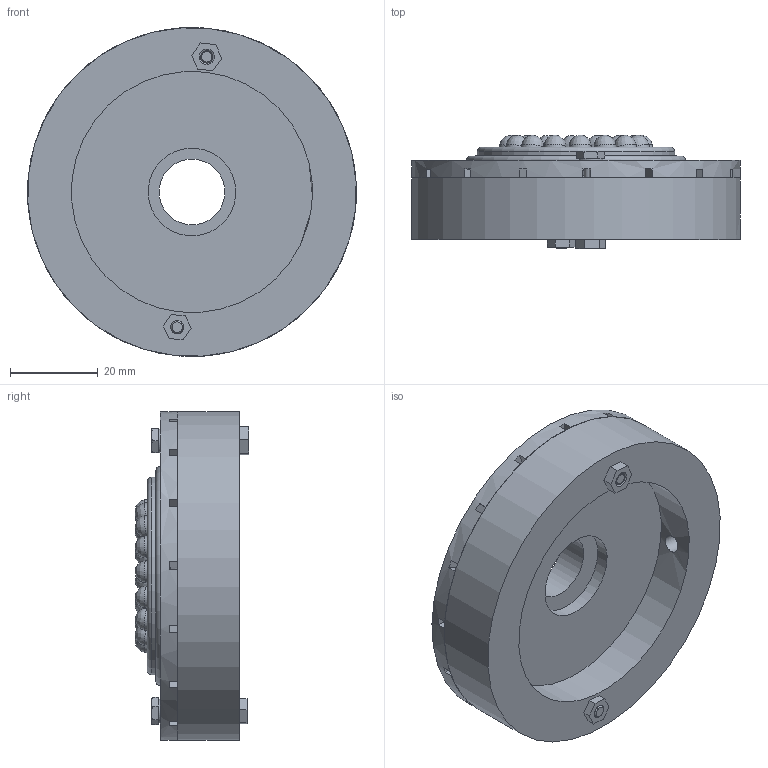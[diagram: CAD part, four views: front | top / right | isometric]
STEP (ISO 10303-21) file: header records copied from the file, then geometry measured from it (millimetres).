
FILE_DESCRIPTION(/* description */ (''),/* implementation_level */ '2;1');
FILE_NAME(/* name */ '3D_MODEL.stp',/* time_stamp */ '2022-12-20T20:55:06+09:00',/* author */ ('han'),/* organization */ (''),/* preprocessor_version */ 'ST-DEVELOPER v19',/* originating_system */ 'Autodesk Inventor 2023',/* authorisation */ ', , ');
FILE_SCHEMA (('AUTOMOTIVE_DESIGN { 1 0 10303 214 3 1 1 }'));
Length unit declared in the file: millimetre
Products named in the file (7): 825495mm_package_3D; Part1; Part3; TEIL2; AS 1110 - M3 x 20; AS 1474 - M3.5; AS 1474 - M3
Assembly tree (22 placements, depth 2):
  825495mm_package_3D
    Part1
    Part3
    TEIL2  x16
    AS 1110 - M3 x 20  x2
    AS 1474 - M3.5
    AS 1474 - M3
Bounding box: 74.99 x 25.93 x 74.98 mm (x, y, z)
Volume: 55689.1 mm3; surface area: 29895.8 mm2
Topology: 22 solids, 22 shells, 298 faces, 753 edges, 489 vertices
Faces by surface type: plane 180, cylinder 82, cone 18, bspline 16, torus 2
Full cylindrical faces by diameter (mm): 2.459 x1, 2.85 x1, 3 x2, 4 x5, 5 x16, 5.3 x16, 5.5 x2, 6 x16, 15 x1, 20 x1, 45 x1, 50 x1, 55 x1, 75 x2
Entity records: 6396 total; most frequent: CARTESIAN_POINT 1130, DIRECTION 1106, ORIENTED_EDGE 982, EDGE_CURVE 491, AXIS2_PLACEMENT_3D 415, VERTEX_POINT 323, LINE 276, VECTOR 276
